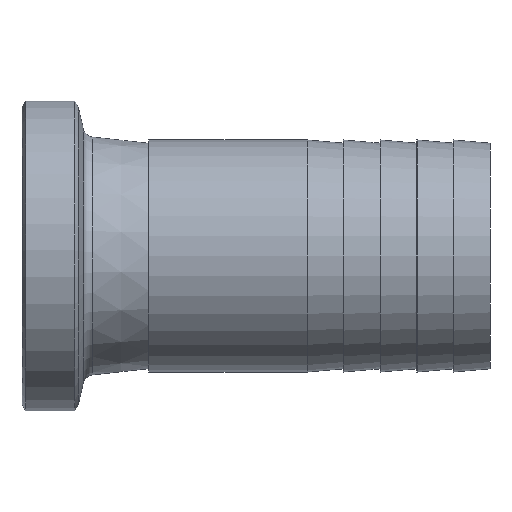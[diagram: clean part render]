
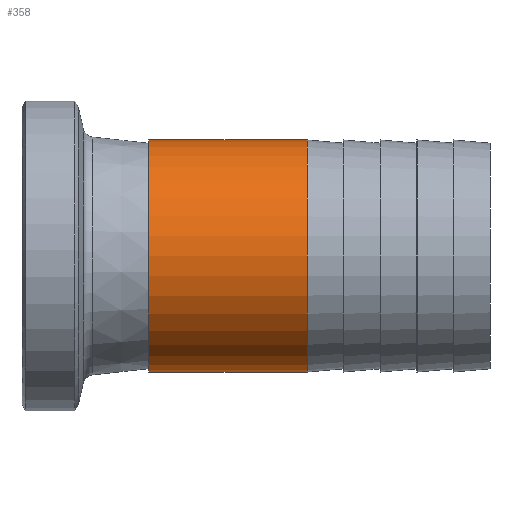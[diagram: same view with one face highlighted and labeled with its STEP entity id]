
A CAD part, front view. The second image highlights one B-rep face of the part: STEP entity #358.
In plain terms, the highlighted cylindrical face has radius 41.15 mm (diameter 82.3 mm), a full revolution.
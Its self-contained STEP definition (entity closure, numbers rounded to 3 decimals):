
#17=CYLINDRICAL_SURFACE('',#406,41.15);
#55=FACE_BOUND('',#129,.T.);
#85=FACE_OUTER_BOUND('',#128,.T.);
#128=EDGE_LOOP('',(#278));
#129=EDGE_LOOP('',(#279));
#164=CIRCLE('',#381,41.15);
#168=CIRCLE('',#387,41.15);
#194=VERTEX_POINT('',#566);
#198=VERTEX_POINT('',#576);
#224=EDGE_CURVE('',#194,#194,#164,.T.);
#228=EDGE_CURVE('',#198,#198,#168,.T.);
#278=ORIENTED_EDGE('',*,*,#224,.T.);
#279=ORIENTED_EDGE('',*,*,#228,.T.);
#358=ADVANCED_FACE('',(#85,#55),#17,.T.);
#381=AXIS2_PLACEMENT_3D('',#567,#447,#448);
#387=AXIS2_PLACEMENT_3D('',#577,#459,#460);
#406=AXIS2_PLACEMENT_3D('',#605,#497,#498);
#447=DIRECTION('center_axis',(1.,0.,0.));
#448=DIRECTION('ref_axis',(0.,0.,-1.));
#459=DIRECTION('center_axis',(-1.,0.,0.));
#460=DIRECTION('ref_axis',(0.,1.,0.));
#497=DIRECTION('center_axis',(1.,0.,0.));
#498=DIRECTION('ref_axis',(0.,1.,0.));
#566=CARTESIAN_POINT('',(-121.,41.15,0.));
#567=CARTESIAN_POINT('Origin',(-121.,0.,0.));
#576=CARTESIAN_POINT('',(-64.859,-41.15,0.));
#577=CARTESIAN_POINT('Origin',(-64.859,0.,0.));
#605=CARTESIAN_POINT('Origin',(-60.5,0.,0.));
